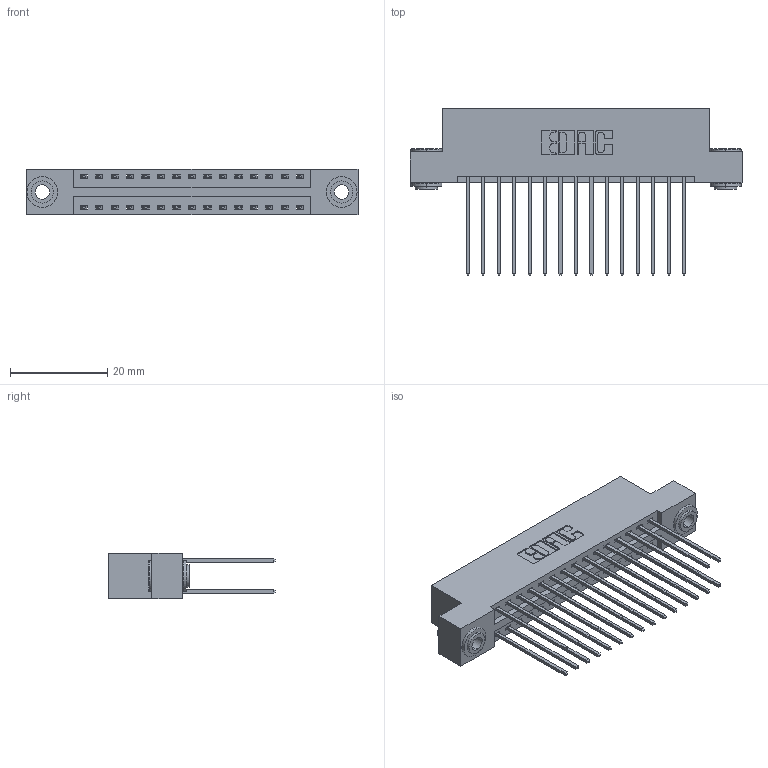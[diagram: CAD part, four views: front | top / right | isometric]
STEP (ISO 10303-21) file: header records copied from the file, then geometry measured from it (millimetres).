
FILE_DESCRIPTION (( 'STEP AP203' ), '1' );
FILE_NAME ('346-030-541-203.STEP', '2022-05-19T16:35:28', ( '' ), ( '' ), 'SwSTEP 2.0', 'SolidWorks 2020', '' );
FILE_SCHEMA (( 'CONFIG_CONTROL_DESIGN' ));
Length unit declared in the file: inch
Products named in the file (4): 346-030-541-203; 345-292-001_345-293-141; 345-250-002_345-250-002-102; 346 Part_Flush Mounting Lugs - 0.156 Dia-TH
Assembly tree (33 placements, depth 2):
  346-030-541-203
    346 Part_Flush Mounting Lugs - 0.156 Dia-TH
    345-292-001_345-293-141  x30
    345-250-002_345-250-002-102  x2
Bounding box: 68.2 x 34.29 x 9.4 mm (x, y, z)
Volume: 6614 mm3; surface area: 9741.1 mm2
Topology: 33 solids, 33 shells, 1734 faces, 5091 edges, 3350 vertices
Faces by surface type: plane 1150, cylinder 576, cone 8
Entity records: 14508 total; most frequent: CARTESIAN_POINT 2409, ORIENTED_EDGE 2334, DIRECTION 2205, EDGE_CURVE 1167, LINE 951, VECTOR 951, VERTEX_POINT 774, AXIS2_PLACEMENT_3D 627
